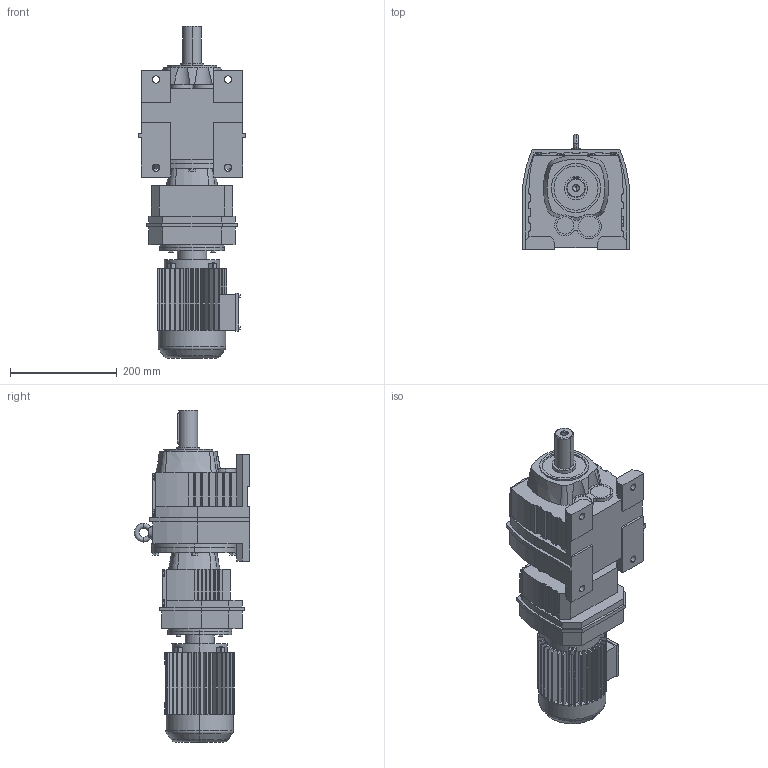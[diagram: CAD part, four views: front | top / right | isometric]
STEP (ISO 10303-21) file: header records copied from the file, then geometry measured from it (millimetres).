
FILE_DESCRIPTION(('Open CASCADE Model'),'2;1');
FILE_NAME('Open CASCADE Shape Model','2019-08-21T18:03:11',('Author'),( 'Open CASCADE'),'Open CASCADE STEP processor 6.3','Open CASCADE 6.3' ,'Unknown');
FILE_SCHEMA(('AUTOMOTIVE_DESIGN_CC2 { 1 2 10303 214 -1 1 5 4 }'));
Length unit declared in the file: millimetre
Products named in the file (4): 1_R57R37-Y63M; R37‵167_57.step; 萇儂_120_Y63M.step; R_57_37.step
Assembly tree (3 placements, depth 2):
  1_R57R37-Y63M
    R37‵167_57.step
    萇儂_120_Y63M.step
    R_57_37.step
Bounding box: 202 x 216 x 621 mm (x, y, z)
Volume: 10121844.1 mm3; surface area: 608883.9 mm2
Topology: 3 solids, 3 shells, 992 faces, 2658 edges, 1729 vertices
Faces by surface type: plane 719, cylinder 235, cone 28, torus 10
Entity records: 68426 total; most frequent: CARTESIAN_POINT 17320, DIRECTION 8974, ORIENTED_EDGE 5312, PCURVE 5312, DEFINITIONAL_REPRESENTATION 5312, LINE 5265, VECTOR 5265, EDGE_CURVE 2656
